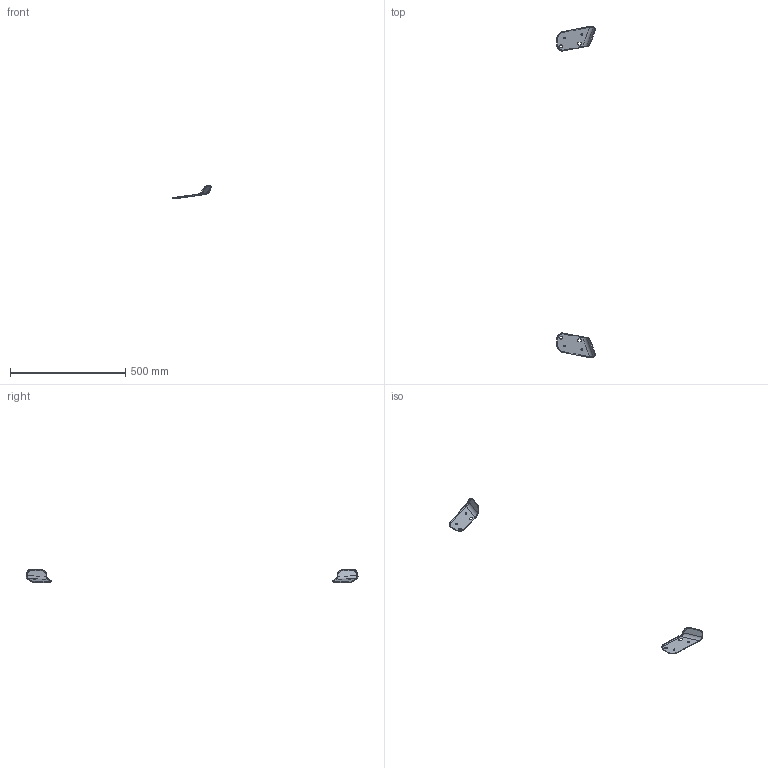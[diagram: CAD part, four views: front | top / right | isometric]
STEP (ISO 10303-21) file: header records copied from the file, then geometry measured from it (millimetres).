
FILE_DESCRIPTION(('CAx-IF Rec.Pracs.--- Model Styling and Organization---1.2---2011-12-15','CAx-IF Rec.Pracs.--- Geometric and Assembly Validation Properties ---4.0a---2013-11-27','CAx-IF Rec.Pracs.---PMI Polyline Presentation---2.0---2013-05-24'),'1');
FILE_NAME('Ford_Hood_Hinge_Reinf_002.stp','2015-05-05T20:12:32+04:00',(' '),(' '),'HyperWorksVersion-12.0.118-HWDesktop','3D_Kernel_IO2014-beta_14006 by CT CoreTechnologie',' ');
FILE_SCHEMA(('AUTOMOTIVE_DESIGN { 1 0 10303 214 1 1 1 1 }'));
Length unit declared in the file: millimetre
Products named in the file (1): Ford_Hood_Hinge_Reinf_002
Bounding box: 167.27 x 1442.47 x 59.77 mm (x, y, z)
Surface area: 33089 mm2 (no closed solid volume)
Topology: 0 solids, 2 shells, 58 faces, 154 edges, 98 vertices
Faces by surface type: bspline 52, plane 4, cylinder 2
Entity records: 11588 total; most frequent: CARTESIAN_POINT 9825, ORIENTED_EDGE 270, DIRECTION 216, EDGE_CURVE 154, VERTEX_POINT 98, AXIS2_PLACEMENT_3D 79, CIRCLE 72, EDGE_LOOP 66
